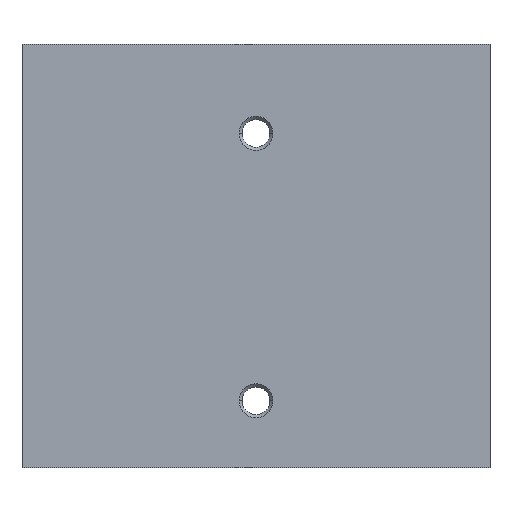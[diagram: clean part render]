
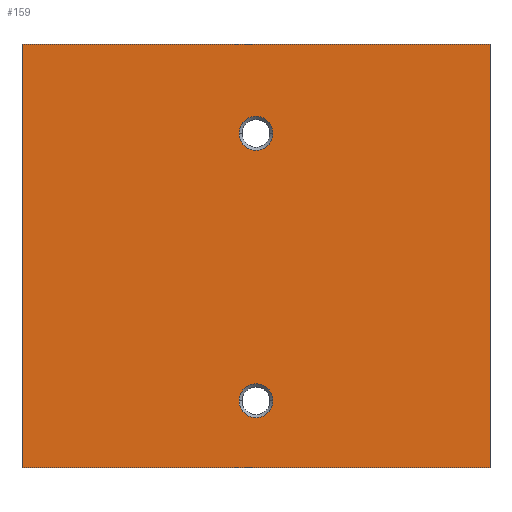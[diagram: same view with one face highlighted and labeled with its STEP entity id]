
A CAD part, top view. The second image highlights one B-rep face of the part: STEP entity #159.
In plain terms, the highlighted planar face has unit normal (0, 0, 1).
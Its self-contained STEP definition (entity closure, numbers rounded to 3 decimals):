
#1 = DIRECTION ( 'NONE',  ( 0., 1., 0. ) ) ;
#2 = CARTESIAN_POINT ( 'NONE',  ( 0., 0., 9. ) ) ;
#8 = EDGE_CURVE ( 'NONE', #322, #277, #367, .T. ) ;
#16 = LINE ( 'NONE', #288, #539 ) ;
#23 = ORIENTED_EDGE ( 'NONE', *, *, #481, .F. ) ;
#39 = CARTESIAN_POINT ( 'NONE',  ( 22.525, 30., 9. ) ) ;
#48 = CARTESIAN_POINT ( 'NONE',  ( 21., 6., 9. ) ) ;
#56 = AXIS2_PLACEMENT_3D ( 'NONE', #350, #588, #540 ) ;
#57 = ORIENTED_EDGE ( 'NONE', *, *, #231, .F. ) ;
#85 = DIRECTION ( 'NONE',  ( 1., 0., 0. ) ) ;
#99 = AXIS2_PLACEMENT_3D ( 'NONE', #563, #176, #508 ) ;
#104 = DIRECTION ( 'NONE',  ( 1., 0., 0. ) ) ;
#114 = LINE ( 'NONE', #394, #253 ) ;
#116 = EDGE_CURVE ( 'NONE', #277, #331, #114, .T. ) ;
#130 = DIRECTION ( 'NONE',  ( 0., 0., 1. ) ) ;
#148 = CIRCLE ( 'NONE', #297, 1.525 ) ;
#159 = ADVANCED_FACE ( 'NONE', ( #607, #450, #600 ), #301, .F. ) ;
#172 = AXIS2_PLACEMENT_3D ( 'NONE', #422, #130, #628 ) ;
#176 = DIRECTION ( 'NONE',  ( 0., 0., 1. ) ) ;
#215 = ORIENTED_EDGE ( 'NONE', *, *, #375, .F. ) ;
#231 = EDGE_CURVE ( 'NONE', #572, #411, #247, .T. ) ;
#235 = VECTOR ( 'NONE', #1, 1000. ) ;
#239 = CARTESIAN_POINT ( 'NONE',  ( 22.525, 6., 9. ) ) ;
#247 = CIRCLE ( 'NONE', #172, 1.525 ) ;
#253 = VECTOR ( 'NONE', #618, 1000. ) ;
#271 = EDGE_LOOP ( 'NONE', ( #370, #23 ) ) ;
#275 = CARTESIAN_POINT ( 'NONE',  ( 0., 0., 9. ) ) ;
#277 = VERTEX_POINT ( 'NONE', #295 ) ;
#286 = AXIS2_PLACEMENT_3D ( 'NONE', #339, #480, #85 ) ;
#288 = CARTESIAN_POINT ( 'NONE',  ( 0., 0., 9. ) ) ;
#295 = CARTESIAN_POINT ( 'NONE',  ( 42., 38., 9. ) ) ;
#297 = AXIS2_PLACEMENT_3D ( 'NONE', #48, #395, #104 ) ;
#301 = PLANE ( 'NONE',  #56 ) ;
#304 = CIRCLE ( 'NONE', #286, 1.525 ) ;
#312 = EDGE_CURVE ( 'NONE', #603, #447, #304, .T. ) ;
#320 = VECTOR ( 'NONE', #418, 1000. ) ;
#322 = VERTEX_POINT ( 'NONE', #631 ) ;
#331 = VERTEX_POINT ( 'NONE', #524 ) ;
#339 = CARTESIAN_POINT ( 'NONE',  ( 21., 30., 9. ) ) ;
#349 = EDGE_CURVE ( 'NONE', #387, #322, #16, .T. ) ;
#350 = CARTESIAN_POINT ( 'NONE',  ( 0., 0., 9. ) ) ;
#358 = ORIENTED_EDGE ( 'NONE', *, *, #349, .T. ) ;
#367 = LINE ( 'NONE', #485, #235 ) ;
#368 = LINE ( 'NONE', #275, #320 ) ;
#370 = ORIENTED_EDGE ( 'NONE', *, *, #312, .F. ) ;
#371 = ORIENTED_EDGE ( 'NONE', *, *, #541, .T. ) ;
#375 = EDGE_CURVE ( 'NONE', #411, #572, #148, .T. ) ;
#386 = EDGE_LOOP ( 'NONE', ( #57, #215 ) ) ;
#387 = VERTEX_POINT ( 'NONE', #2 ) ;
#394 = CARTESIAN_POINT ( 'NONE',  ( 0., 38., 9. ) ) ;
#395 = DIRECTION ( 'NONE',  ( 0., 0., 1. ) ) ;
#411 = VERTEX_POINT ( 'NONE', #610 ) ;
#418 = DIRECTION ( 'NONE',  ( 0., -1., 0. ) ) ;
#419 = EDGE_LOOP ( 'NONE', ( #371, #358, #534, #446 ) ) ;
#422 = CARTESIAN_POINT ( 'NONE',  ( 21., 6., 9. ) ) ;
#424 = DIRECTION ( 'NONE',  ( 1., 0., 0. ) ) ;
#446 = ORIENTED_EDGE ( 'NONE', *, *, #116, .T. ) ;
#447 = VERTEX_POINT ( 'NONE', #567 ) ;
#450 = FACE_BOUND ( 'NONE', #271, .T. ) ;
#480 = DIRECTION ( 'NONE',  ( 0., 0., 1. ) ) ;
#481 = EDGE_CURVE ( 'NONE', #447, #603, #494, .T. ) ;
#485 = CARTESIAN_POINT ( 'NONE',  ( 42., 0., 9. ) ) ;
#494 = CIRCLE ( 'NONE', #99, 1.525 ) ;
#508 = DIRECTION ( 'NONE',  ( 1., 0., 0. ) ) ;
#524 = CARTESIAN_POINT ( 'NONE',  ( 0., 38., 9. ) ) ;
#534 = ORIENTED_EDGE ( 'NONE', *, *, #8, .T. ) ;
#540 = DIRECTION ( 'NONE',  ( -1., 0., 0. ) ) ;
#539 = VECTOR ( 'NONE', #424, 1000. ) ;
#541 = EDGE_CURVE ( 'NONE', #331, #387, #368, .T. ) ;
#563 = CARTESIAN_POINT ( 'NONE',  ( 21., 30., 9. ) ) ;
#567 = CARTESIAN_POINT ( 'NONE',  ( 19.475, 30., 9. ) ) ;
#572 = VERTEX_POINT ( 'NONE', #239 ) ;
#588 = DIRECTION ( 'NONE',  ( 0., 0., -1. ) ) ;
#600 = FACE_OUTER_BOUND ( 'NONE', #419, .T. ) ;
#603 = VERTEX_POINT ( 'NONE', #39 ) ;
#607 = FACE_BOUND ( 'NONE', #386, .T. ) ;
#610 = CARTESIAN_POINT ( 'NONE',  ( 19.475, 6., 9. ) ) ;
#618 = DIRECTION ( 'NONE',  ( -1., 0., 0. ) ) ;
#628 = DIRECTION ( 'NONE',  ( 1., 0., 0. ) ) ;
#631 = CARTESIAN_POINT ( 'NONE',  ( 42., 0., 9. ) ) ;
